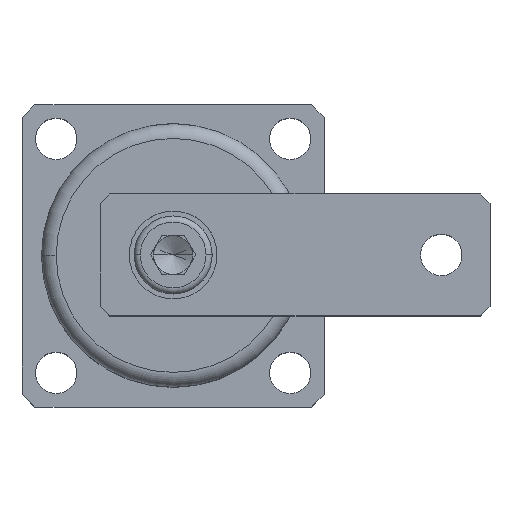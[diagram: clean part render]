
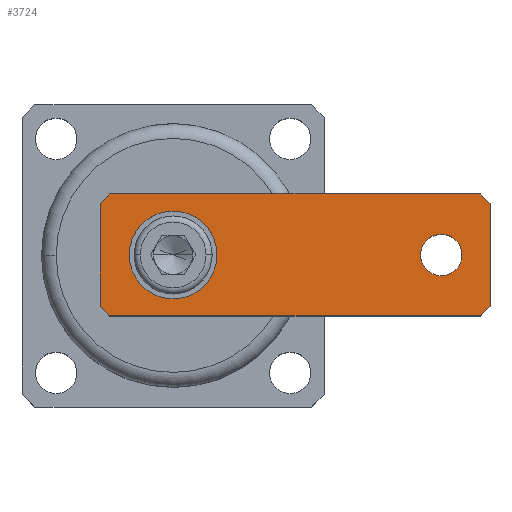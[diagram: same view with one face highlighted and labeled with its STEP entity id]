
A CAD part, top view. The second image highlights one B-rep face of the part: STEP entity #3724.
In plain terms, the highlighted face is planar.
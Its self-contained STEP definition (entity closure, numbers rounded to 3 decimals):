
#345 = AXIS2_PLACEMENT_3D ( 'NONE', #3014, #3015, #3016 ) ;
#347 = AXIS2_PLACEMENT_3D ( 'NONE', #3024, #3025, #3026 ) ;
#354 = AXIS2_PLACEMENT_3D ( 'NONE', #3771, #3772, #3773 ) ;
#355 = AXIS2_PLACEMENT_3D ( 'NONE', #3774, #3775, #3776 ) ;
#578 = VERTEX_POINT ( 'NONE', #2587 ) ;
#586 = VERTEX_POINT ( 'NONE', #2595 ) ;
#596 = VERTEX_POINT ( 'NONE', #2605 ) ;
#598 = VERTEX_POINT ( 'NONE', #2607 ) ;
#599 = VERTEX_POINT ( 'NONE', #2608 ) ;
#600 = VERTEX_POINT ( 'NONE', #2609 ) ;
#601 = VERTEX_POINT ( 'NONE', #2610 ) ;
#602 = VERTEX_POINT ( 'NONE', #2611 ) ;
#603 = VERTEX_POINT ( 'NONE', #2612 ) ;
#605 = VERTEX_POINT ( 'NONE', #2614 ) ;
#975 = EDGE_CURVE ( 'NONE', #578, #596, #5084, .T. ) ;
#979 = EDGE_CURVE ( 'NONE', #2061, #2302, #5090, .T. ) ;
#998 = EDGE_CURVE ( 'NONE', #602, #605, #5122, .T. ) ;
#1000 = EDGE_CURVE ( 'NONE', #603, #601, #5126, .T. ) ;
#1003 = EDGE_CURVE ( 'NONE', #598, #586, #5132, .T. ) ;
#1007 = EDGE_CURVE ( 'NONE', #599, #600, #5140, .T. ) ;
#1009 = EDGE_CURVE ( 'NONE', #596, #578, #5144, .T. ) ;
#1010 = EDGE_CURVE ( 'NONE', #2302, #2061, #5146, .T. ) ;
#1011 = EDGE_CURVE ( 'NONE', #605, #603, #5147, .T. ) ;
#1012 = EDGE_CURVE ( 'NONE', #601, #598, #5148, .T. ) ;
#1013 = EDGE_CURVE ( 'NONE', #586, #599, #5150, .T. ) ;
#1014 = EDGE_CURVE ( 'NONE', #600, #602, #5152, .T. ) ;
#1563 = AXIS2_PLACEMENT_3D ( 'NONE', #5664, #5658, #5668 ) ;
#1658 = CARTESIAN_POINT ( 'NONE',  ( 25., 12.5, -9. ) ) ;
#1839 = CARTESIAN_POINT ( 'NONE',  ( 25., 12.5, 9. ) ) ;
#2061 = VERTEX_POINT ( 'NONE', #1658 ) ;
#2302 = VERTEX_POINT ( 'NONE', #1839 ) ;
#2587 = CARTESIAN_POINT ( 'NONE',  ( -30., 12.5, -4.25 ) ) ;
#2595 = CARTESIAN_POINT ( 'NONE',  ( -40., 12.5, 10.5 ) ) ;
#2605 = CARTESIAN_POINT ( 'NONE',  ( -30., 12.5, 4.25 ) ) ;
#2607 = CARTESIAN_POINT ( 'NONE',  ( -40., 12.5, -10.5 ) ) ;
#2608 = CARTESIAN_POINT ( 'NONE',  ( -38., 12.5, 12.5 ) ) ;
#2609 = CARTESIAN_POINT ( 'NONE',  ( 38., 12.5, 12.5 ) ) ;
#2610 = CARTESIAN_POINT ( 'NONE',  ( -38., 12.5, -12.5 ) ) ;
#2611 = CARTESIAN_POINT ( 'NONE',  ( 40., 12.5, 10.5 ) ) ;
#2612 = CARTESIAN_POINT ( 'NONE',  ( 38., 12.5, -12.5 ) ) ;
#2614 = CARTESIAN_POINT ( 'NONE',  ( 40., 12.5, -10.5 ) ) ;
#3014 = CARTESIAN_POINT ( 'NONE',  ( -30., 12.5, 0. ) ) ;
#3015 = DIRECTION ( 'NONE',  ( 0., 1., 0. ) ) ;
#3016 = DIRECTION ( 'NONE',  ( 0., 0., 1. ) ) ;
#3024 = CARTESIAN_POINT ( 'NONE',  ( 25., 12.5, 0. ) ) ;
#3025 = DIRECTION ( 'NONE',  ( 0., 1., 0. ) ) ;
#3026 = DIRECTION ( 'NONE',  ( 0., 0., 1. ) ) ;
#3392 = FACE_BOUND ( 'NONE', #4718, .T. ) ;
#3393 = FACE_OUTER_BOUND ( 'NONE', #4675, .T. ) ;
#3395 = FACE_BOUND ( 'NONE', #4727, .T. ) ;
#3724 = ADVANCED_FACE ( 'NONE', ( #3392, #3395, #3393 ), #5666, .T. ) ;
#3748 = CARTESIAN_POINT ( 'NONE',  ( 40., 12.5, -12.5 ) ) ;
#3749 = DIRECTION ( 'NONE',  ( 0., 0., -1. ) ) ;
#3751 = CARTESIAN_POINT ( 'NONE',  ( -40., 12.5, -12.5 ) ) ;
#3752 = DIRECTION ( 'NONE',  ( -1., 0., 0. ) ) ;
#3757 = CARTESIAN_POINT ( 'NONE',  ( -40., 12.5, -12.5 ) ) ;
#3758 = DIRECTION ( 'NONE',  ( 0., 0., 1. ) ) ;
#3765 = CARTESIAN_POINT ( 'NONE',  ( -40., 12.5, 12.5 ) ) ;
#3766 = DIRECTION ( 'NONE',  ( 1., 0., 0. ) ) ;
#3769 = CARTESIAN_POINT ( 'NONE',  ( 25.25, 12.5, -25.25 ) ) ;
#3770 = DIRECTION ( 'NONE',  ( -0.707, 0., -0.707 ) ) ;
#3771 = CARTESIAN_POINT ( 'NONE',  ( -30., 12.5, 0. ) ) ;
#3772 = DIRECTION ( 'NONE',  ( 0., 1., 0. ) ) ;
#3773 = DIRECTION ( 'NONE',  ( 0., 0., 1. ) ) ;
#3774 = CARTESIAN_POINT ( 'NONE',  ( 25., 12.5, 0. ) ) ;
#3775 = DIRECTION ( 'NONE',  ( 0., 1., 0. ) ) ;
#3776 = DIRECTION ( 'NONE',  ( 0., 0., 1. ) ) ;
#3777 = CARTESIAN_POINT ( 'NONE',  ( -25.25, 12.5, -25.25 ) ) ;
#3778 = DIRECTION ( 'NONE',  ( -0.707, 0., 0.707 ) ) ;
#3779 = CARTESIAN_POINT ( 'NONE',  ( -25.25, 12.5, 25.25 ) ) ;
#3780 = DIRECTION ( 'NONE',  ( 0.707, 0., 0.707 ) ) ;
#3781 = CARTESIAN_POINT ( 'NONE',  ( 25.25, 12.5, 25.25 ) ) ;
#3782 = DIRECTION ( 'NONE',  ( 0.707, 0., -0.707 ) ) ;
#4622 = ORIENTED_EDGE ( 'NONE', *, *, #1009, .F. ) ;
#4623 = ORIENTED_EDGE ( 'NONE', *, *, #975, .F. ) ;
#4624 = ORIENTED_EDGE ( 'NONE', *, *, #1010, .F. ) ;
#4625 = ORIENTED_EDGE ( 'NONE', *, *, #979, .F. ) ;
#4626 = ORIENTED_EDGE ( 'NONE', *, *, #998, .T. ) ;
#4627 = ORIENTED_EDGE ( 'NONE', *, *, #1011, .T. ) ;
#4628 = ORIENTED_EDGE ( 'NONE', *, *, #1000, .T. ) ;
#4629 = ORIENTED_EDGE ( 'NONE', *, *, #1012, .T. ) ;
#4630 = ORIENTED_EDGE ( 'NONE', *, *, #1003, .T. ) ;
#4631 = ORIENTED_EDGE ( 'NONE', *, *, #1013, .T. ) ;
#4632 = ORIENTED_EDGE ( 'NONE', *, *, #1007, .T. ) ;
#4633 = ORIENTED_EDGE ( 'NONE', *, *, #1014, .T. ) ;
#4675 = EDGE_LOOP ( 'NONE', ( #4626, #4627, #4628, #4629, #4630, #4631, #4632, #4633 ) ) ;
#4718 = EDGE_LOOP ( 'NONE', ( #4622, #4623 ) ) ;
#4727 = EDGE_LOOP ( 'NONE', ( #4624, #4625 ) ) ;
#5084 = CIRCLE ( 'NONE', #345, 4.25 ) ;
#5090 = CIRCLE ( 'NONE', #347, 9. ) ;
#5122 = LINE ( 'NONE', #3748, #5125 ) ;
#5125 = VECTOR ( 'NONE', #3749, 1000. ) ;
#5126 = LINE ( 'NONE', #3751, #5129 ) ;
#5129 = VECTOR ( 'NONE', #3752, 1000. ) ;
#5132 = LINE ( 'NONE', #3757, #5135 ) ;
#5135 = VECTOR ( 'NONE', #3758, 1000. ) ;
#5140 = LINE ( 'NONE', #3765, #5143 ) ;
#5143 = VECTOR ( 'NONE', #3766, 1000. ) ;
#5144 = CIRCLE ( 'NONE', #354, 4.25 ) ;
#5146 = CIRCLE ( 'NONE', #355, 9. ) ;
#5147 = LINE ( 'NONE', #3769, #5149 ) ;
#5148 = LINE ( 'NONE', #3777, #5151 ) ;
#5149 = VECTOR ( 'NONE', #3770, 1000. ) ;
#5150 = LINE ( 'NONE', #3779, #5153 ) ;
#5151 = VECTOR ( 'NONE', #3778, 1000. ) ;
#5152 = LINE ( 'NONE', #3781, #5155 ) ;
#5153 = VECTOR ( 'NONE', #3780, 1000. ) ;
#5155 = VECTOR ( 'NONE', #3782, 1000. ) ;
#5658 = DIRECTION ( 'NONE',  ( 0., 1., 0. ) ) ;
#5664 = CARTESIAN_POINT ( 'NONE',  ( 0., 12.5, 0. ) ) ;
#5666 = PLANE ( 'NONE',  #1563 ) ;
#5668 = DIRECTION ( 'NONE',  ( 0., 0., 1. ) ) ;
